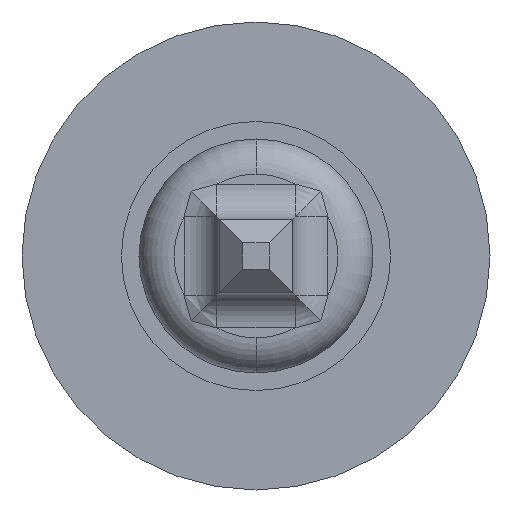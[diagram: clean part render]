
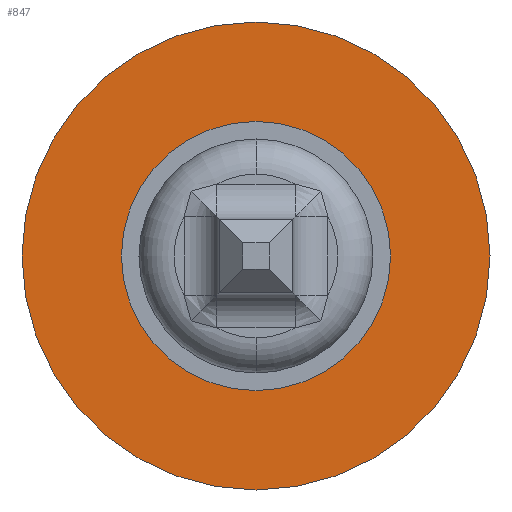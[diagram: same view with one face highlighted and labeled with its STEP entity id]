
A CAD part, front view. The second image highlights one B-rep face of the part: STEP entity #847.
In plain terms, the highlighted planar face has unit normal (0, -1, 0).
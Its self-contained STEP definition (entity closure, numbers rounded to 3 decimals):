
#44 = DIRECTION ( 'NONE',  ( 0., 1., 0. ) ) ;
#103 = CARTESIAN_POINT ( 'NONE',  ( 0., 7.5, 0. ) ) ;
#260 = CARTESIAN_POINT ( 'NONE',  ( 0., 7.5, 2. ) ) ;
#420 = DIRECTION ( 'NONE',  ( 0., 1., 0. ) ) ;
#449 = CARTESIAN_POINT ( 'NONE',  ( 0., 7.5, -0.5 ) ) ;
#577 = EDGE_CURVE ( 'Defeature ausgef�hrt1_34+Defeature ausgef�hrt1_31+Defeature ausgef�hrt1_31+Defeature ausgef�hrt1_31', #1393, #2877, #2711, .T. ) ;
#696 = DIRECTION ( 'NONE',  ( 0., 1., 0. ) ) ;
#847 = ADVANCED_FACE ( 'Defeature ausgef�hrt1_34', ( #1582, #4247 ), #1044, .T. ) ;
#869 = ORIENTED_EDGE ( 'NONE', *, *, #3149, .T. ) ;
#884 = CIRCLE ( 'NONE', #2333, 0.5 ) ;
#913 = EDGE_CURVE ( 'Defeature ausgef�hrt1_33+Defeature ausgef�hrt1_34+Defeature ausgef�hrt1_34+Defeature ausgef�hrt1_34', #3825, #2384, #2776, .T. ) ;
#1044 = PLANE ( 'NONE',  #3129 ) ;
#1065 = DIRECTION ( 'NONE',  ( 0., -1., 0. ) ) ;
#1152 = AXIS2_PLACEMENT_3D ( 'NONE', #103, #420, #4609 ) ;
#1155 = EDGE_LOOP ( 'NONE', ( #1690, #4253 ) ) ;
#1393 = VERTEX_POINT ( 'NONE', #449 ) ;
#1582 = FACE_BOUND ( 'NONE', #4677, .T. ) ;
#1690 = ORIENTED_EDGE ( 'NONE', *, *, #3091, .F. ) ;
#1745 = DIRECTION ( 'NONE',  ( 0., 1., 0. ) ) ;
#1889 = CIRCLE ( 'NONE', #3497, 2. ) ;
#2333 = AXIS2_PLACEMENT_3D ( 'NONE', #3191, #1745, #3305 ) ;
#2384 = VERTEX_POINT ( 'NONE', #260 ) ;
#2600 = CARTESIAN_POINT ( 'NONE',  ( 0., 7.5, 0. ) ) ;
#2711 = CIRCLE ( 'NONE', #1152, 0.5 ) ;
#2770 = CARTESIAN_POINT ( 'NONE',  ( 0., 7.5, 0.5 ) ) ;
#2776 = CIRCLE ( 'NONE', #4137, 2. ) ;
#2877 = VERTEX_POINT ( 'NONE', #2770 ) ;
#3091 = EDGE_CURVE ( 'Defeature ausgef�hrt1_33+Defeature ausgef�hrt1_34+Defeature ausgef�hrt1_34+Defeature ausgef�hrt1_34', #2384, #3825, #1889, .T. ) ;
#3129 = AXIS2_PLACEMENT_3D ( 'NONE', #3707, #1065, #4847 ) ;
#3149 = EDGE_CURVE ( 'Defeature ausgef�hrt1_34+Defeature ausgef�hrt1_31+Defeature ausgef�hrt1_31+Defeature ausgef�hrt1_31', #2877, #1393, #884, .T. ) ;
#3191 = CARTESIAN_POINT ( 'NONE',  ( 0., 7.5, 0. ) ) ;
#3234 = ORIENTED_EDGE ( 'NONE', *, *, #577, .T. ) ;
#3305 = DIRECTION ( 'NONE',  ( 0., 0., -1. ) ) ;
#3389 = CARTESIAN_POINT ( 'NONE',  ( 0., 7.5, 0. ) ) ;
#3497 = AXIS2_PLACEMENT_3D ( 'NONE', #2600, #696, #4842 ) ;
#3707 = CARTESIAN_POINT ( 'NONE',  ( -2., 7.5, 0. ) ) ;
#3825 = VERTEX_POINT ( 'NONE', #4525 ) ;
#4137 = AXIS2_PLACEMENT_3D ( 'NONE', #3389, #44, #4157 ) ;
#4157 = DIRECTION ( 'NONE',  ( 0., 0., 1. ) ) ;
#4247 = FACE_OUTER_BOUND ( 'NONE', #1155, .T. ) ;
#4253 = ORIENTED_EDGE ( 'NONE', *, *, #913, .F. ) ;
#4525 = CARTESIAN_POINT ( 'NONE',  ( 0., 7.5, -2. ) ) ;
#4609 = DIRECTION ( 'NONE',  ( 0., 0., -1. ) ) ;
#4677 = EDGE_LOOP ( 'NONE', ( #869, #3234 ) ) ;
#4842 = DIRECTION ( 'NONE',  ( 0., 0., 1. ) ) ;
#4847 = DIRECTION ( 'NONE',  ( 0., 0., -1. ) ) ;
